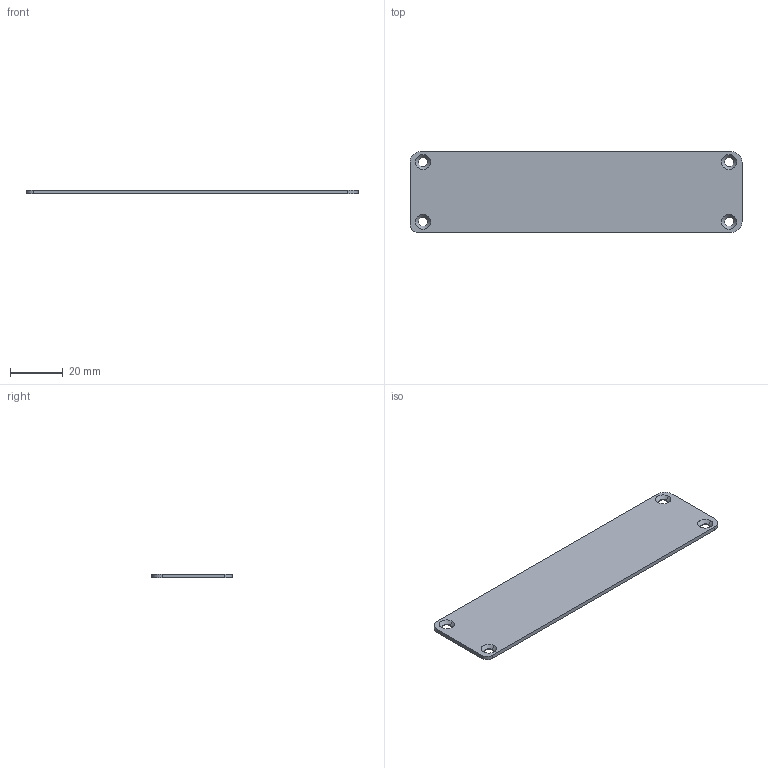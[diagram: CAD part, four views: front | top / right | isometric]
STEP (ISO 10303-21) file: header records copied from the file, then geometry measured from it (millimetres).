
FILE_DESCRIPTION((''),'2;1');
FILE_NAME('P End Panel.stp','2005-02-16T11:46:50',('avernon'),(''),'Autodesk Inventor 9','Autodesk Inventor 9','');
FILE_SCHEMA(('AUTOMOTIVE_DESIGN { 1 0 10303 214 1 1 1 1 }'));
Length unit declared in the file: millimetre
Products named in the file (1): P front panl
Bounding box: 125.3 x 30.43 x 1.5 mm (x, y, z)
Volume: 5605.5 mm3; surface area: 8026.9 mm2
Topology: 1 solids, 1 shells, 26 faces, 64 edges, 40 vertices
Faces by surface type: bspline 16, plane 6, cylinder 4
Entity records: 1023 total; most frequent: CARTESIAN_POINT 403, ORIENTED_EDGE 128, DIRECTION 118, EDGE_CURVE 64, AXIS2_PLACEMENT_3D 43, VERTEX_POINT 40, EDGE_LOOP 34, VECTOR 32
